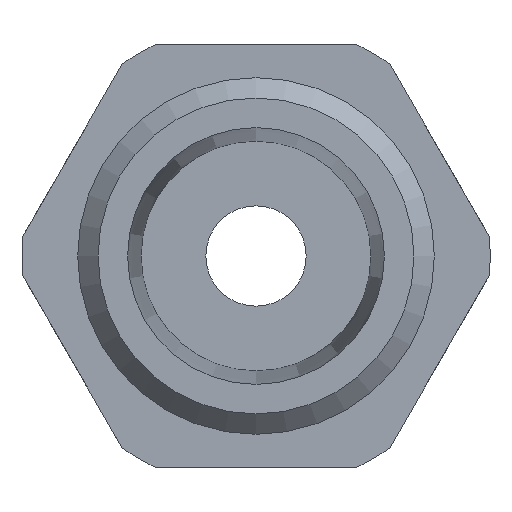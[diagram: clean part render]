
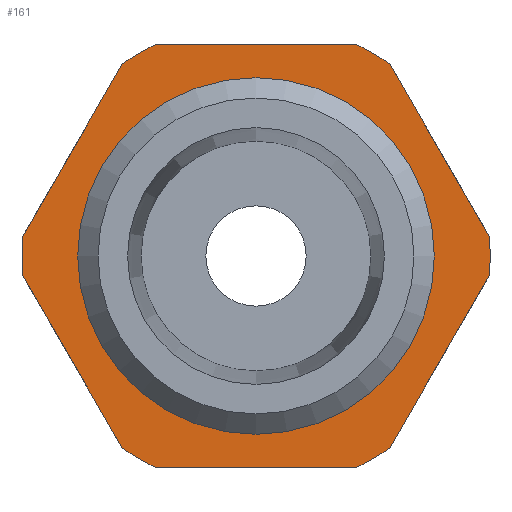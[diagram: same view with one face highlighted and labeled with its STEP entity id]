
A CAD part, left-side view. The second image highlights one B-rep face of the part: STEP entity #161.
In plain terms, the highlighted planar face has unit normal (-1, 0, 0).
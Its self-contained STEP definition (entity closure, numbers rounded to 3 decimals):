
#161 = ADVANCED_FACE( '', ( #384, #385 ), #386, .F. );
#384 = FACE_OUTER_BOUND( '', #683, .T. );
#385 = FACE_BOUND( '', #684, .T. );
#386 = PLANE( '', #685 );
#683 = EDGE_LOOP( '', ( #1098, #1099, #1100, #1101, #1102, #1103, #1104, #1105, #1106, #1107, #1108, #1109 ) );
#684 = EDGE_LOOP( '', ( #1110 ) );
#685 = AXIS2_PLACEMENT_3D( '', #1111, #1112, #1113 );
#1098 = ORIENTED_EDGE( '', *, *, #1693, .F. );
#1099 = ORIENTED_EDGE( '', *, *, #1694, .F. );
#1100 = ORIENTED_EDGE( '', *, *, #1695, .F. );
#1101 = ORIENTED_EDGE( '', *, *, #1696, .F. );
#1102 = ORIENTED_EDGE( '', *, *, #1679, .F. );
#1103 = ORIENTED_EDGE( '', *, *, #1697, .F. );
#1104 = ORIENTED_EDGE( '', *, *, #1620, .F. );
#1105 = ORIENTED_EDGE( '', *, *, #1698, .F. );
#1106 = ORIENTED_EDGE( '', *, *, #1699, .F. );
#1107 = ORIENTED_EDGE( '', *, *, #1700, .F. );
#1108 = ORIENTED_EDGE( '', *, *, #1701, .F. );
#1109 = ORIENTED_EDGE( '', *, *, #1702, .F. );
#1110 = ORIENTED_EDGE( '', *, *, #1609, .T. );
#1111 = CARTESIAN_POINT( '', ( 8., 7.543, 0. ) );
#1112 = DIRECTION( '', ( 1., 0., 0. ) );
#1113 = DIRECTION( '', ( 0., 1., 0. ) );
#1609 = EDGE_CURVE( '', #1891, #1891, #1892, .T. );
#1620 = EDGE_CURVE( '', #1910, #1906, #1912, .T. );
#1679 = EDGE_CURVE( '', #2007, #2003, #2009, .T. );
#1693 = EDGE_CURVE( '', #2028, #2029, #2030, .T. );
#1694 = EDGE_CURVE( '', #2031, #2028, #2032, .T. );
#1695 = EDGE_CURVE( '', #2033, #2031, #2034, .T. );
#1696 = EDGE_CURVE( '', #2003, #2033, #2035, .T. );
#1697 = EDGE_CURVE( '', #1906, #2007, #2036, .T. );
#1698 = EDGE_CURVE( '', #2037, #1910, #2038, .T. );
#1699 = EDGE_CURVE( '', #2039, #2037, #2040, .T. );
#1700 = EDGE_CURVE( '', #2041, #2039, #2042, .T. );
#1701 = EDGE_CURVE( '', #2043, #2041, #2044, .T. );
#1702 = EDGE_CURVE( '', #2029, #2043, #2045, .T. );
#1891 = VERTEX_POINT( '', #2313 );
#1892 = CIRCLE( '', #2314, 7.543 );
#1906 = VERTEX_POINT( '', #2330 );
#1910 = VERTEX_POINT( '', #2335 );
#1912 = CIRCLE( '', #2338, 10.5 );
#2003 = VERTEX_POINT( '', #2462 );
#2007 = VERTEX_POINT( '', #2467 );
#2009 = CIRCLE( '', #2470, 10.5 );
#2028 = VERTEX_POINT( '', #2493 );
#2029 = VERTEX_POINT( '', #2494 );
#2030 = CIRCLE( '', #2495, 10.5 );
#2031 = VERTEX_POINT( '', #2496 );
#2032 = LINE( '', #2497, #2498 );
#2033 = VERTEX_POINT( '', #2499 );
#2034 = CIRCLE( '', #2500, 10.5 );
#2035 = LINE( '', #2501, #2502 );
#2036 = LINE( '', #2503, #2504 );
#2037 = VERTEX_POINT( '', #2505 );
#2038 = LINE( '', #2506, #2507 );
#2039 = VERTEX_POINT( '', #2508 );
#2040 = CIRCLE( '', #2509, 10.5 );
#2041 = VERTEX_POINT( '', #2510 );
#2042 = LINE( '', #2511, #2512 );
#2043 = VERTEX_POINT( '', #2513 );
#2044 = CIRCLE( '', #2514, 10.5 );
#2045 = LINE( '', #2515, #2516 );
#2313 = CARTESIAN_POINT( '', ( 8., 7.543, 0. ) );
#2314 = AXIS2_PLACEMENT_3D( '', #2845, #2846, #2847 );
#2330 = CARTESIAN_POINT( '', ( 8., -10.463, -0.877 ) );
#2335 = CARTESIAN_POINT( '', ( 8., -10.463, 0.877 ) );
#2338 = AXIS2_PLACEMENT_3D( '', #2864, #2865, #2866 );
#2462 = CARTESIAN_POINT( '', ( 8., -4.472, -9.5 ) );
#2467 = CARTESIAN_POINT( '', ( 8., -5.991, -8.623 ) );
#2470 = AXIS2_PLACEMENT_3D( '', #2954, #2955, #2956 );
#2493 = CARTESIAN_POINT( '', ( 8., 10.463, -0.877 ) );
#2494 = CARTESIAN_POINT( '', ( 8., 10.463, 0.877 ) );
#2495 = AXIS2_PLACEMENT_3D( '', #2970, #2971, #2972 );
#2496 = CARTESIAN_POINT( '', ( 8., 5.991, -8.623 ) );
#2497 = CARTESIAN_POINT( '', ( 8., 5.485, -9.5 ) );
#2498 = VECTOR( '', #2973, 1000. );
#2499 = CARTESIAN_POINT( '', ( 8., 4.472, -9.5 ) );
#2500 = AXIS2_PLACEMENT_3D( '', #2974, #2975, #2976 );
#2501 = CARTESIAN_POINT( '', ( 8., -5.485, -9.5 ) );
#2502 = VECTOR( '', #2977, 1000. );
#2503 = CARTESIAN_POINT( '', ( 8., -10.97, 0. ) );
#2504 = VECTOR( '', #2978, 1000. );
#2505 = CARTESIAN_POINT( '', ( 8., -5.991, 8.623 ) );
#2506 = CARTESIAN_POINT( '', ( 8., -5.485, 9.5 ) );
#2507 = VECTOR( '', #2979, 1000. );
#2508 = CARTESIAN_POINT( '', ( 8., -4.472, 9.5 ) );
#2509 = AXIS2_PLACEMENT_3D( '', #2980, #2981, #2982 );
#2510 = CARTESIAN_POINT( '', ( 8., 4.472, 9.5 ) );
#2511 = CARTESIAN_POINT( '', ( 8., 5.485, 9.5 ) );
#2512 = VECTOR( '', #2983, 1000. );
#2513 = CARTESIAN_POINT( '', ( 8., 5.991, 8.623 ) );
#2514 = AXIS2_PLACEMENT_3D( '', #2984, #2985, #2986 );
#2515 = CARTESIAN_POINT( '', ( 8., 10.97, 0. ) );
#2516 = VECTOR( '', #2987, 1000. );
#2845 = CARTESIAN_POINT( '', ( 8., 0., 0. ) );
#2846 = DIRECTION( '', ( 1., 0., 0. ) );
#2847 = DIRECTION( '', ( 0., 1., 0. ) );
#2864 = CARTESIAN_POINT( '', ( 8., 0., 0. ) );
#2865 = DIRECTION( '', ( 1., 0., 0. ) );
#2866 = DIRECTION( '', ( 0., 1., 0. ) );
#2954 = CARTESIAN_POINT( '', ( 8., 0., 0. ) );
#2955 = DIRECTION( '', ( 1., 0., 0. ) );
#2956 = DIRECTION( '', ( 0., 1., 0. ) );
#2970 = CARTESIAN_POINT( '', ( 8., 0., 0. ) );
#2971 = DIRECTION( '', ( 1., 0., 0. ) );
#2972 = DIRECTION( '', ( 0., 1., 0. ) );
#2973 = DIRECTION( '', ( 0., 0.5, 0.866 ) );
#2974 = CARTESIAN_POINT( '', ( 8., 0., 0. ) );
#2975 = DIRECTION( '', ( 1., 0., 0. ) );
#2976 = DIRECTION( '', ( 0., 1., 0. ) );
#2977 = DIRECTION( '', ( 0., 1., 0. ) );
#2978 = DIRECTION( '', ( 0., 0.5, -0.866 ) );
#2979 = DIRECTION( '', ( 0., -0.5, -0.866 ) );
#2980 = CARTESIAN_POINT( '', ( 8., 0., 0. ) );
#2981 = DIRECTION( '', ( 1., 0., 0. ) );
#2982 = DIRECTION( '', ( 0., 1., 0. ) );
#2983 = DIRECTION( '', ( 0., -1., 0. ) );
#2984 = CARTESIAN_POINT( '', ( 8., 0., 0. ) );
#2985 = DIRECTION( '', ( 1., 0., 0. ) );
#2986 = DIRECTION( '', ( 0., 1., 0. ) );
#2987 = DIRECTION( '', ( 0., -0.5, 0.866 ) );
